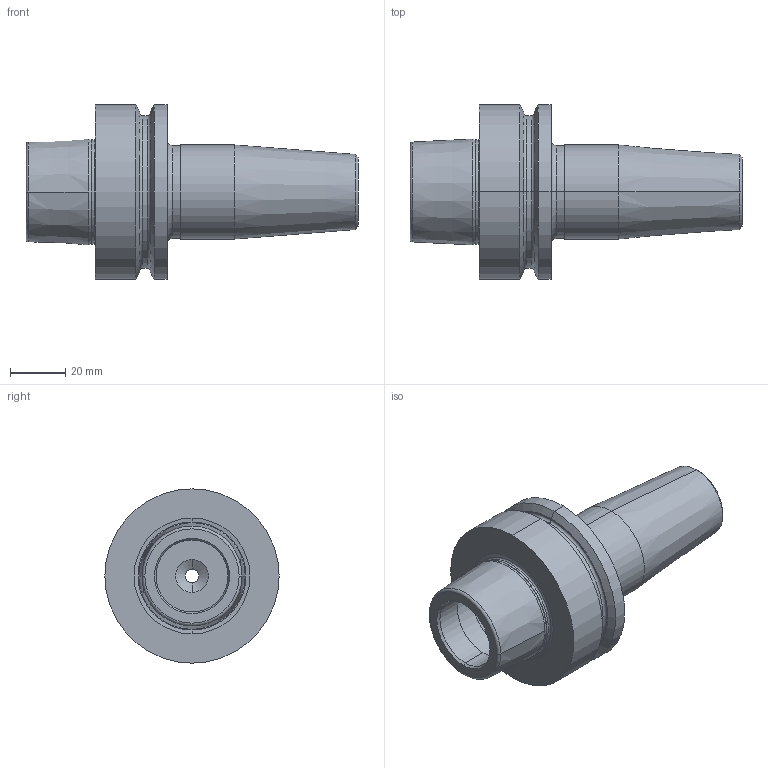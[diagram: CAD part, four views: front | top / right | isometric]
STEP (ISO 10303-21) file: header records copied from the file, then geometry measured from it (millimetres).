
FILE_DESCRIPTION (( 'STEP AP214' ), '1' );
FILE_NAME ('12.10.2018_171.05.071.007.STEP', '2018-10-12T08:02:39', ( '' ), ( '' ), 'SwSTEP 2.0', 'SolidWorks 2014', '' );
FILE_SCHEMA (( 'AUTOMOTIVE_DESIGN' ));
Length unit declared in the file: millimetre
Products named in the file (1): 12.10.2018_171.05.071.007
Bounding box: 120 x 63 x 63 mm (x, y, z)
Volume: 128208.7 mm3; surface area: 28825.3 mm2
Topology: 2 solids, 2 shells, 147 faces, 313 edges, 178 vertices
Faces by surface type: plane 46, cone 43, cylinder 38, torus 20
Entity records: 5701 total; most frequent: CARTESIAN_POINT 814, DIRECTION 743, ORIENTED_EDGE 626, EDGE_CURVE 313, AXIS2_PLACEMENT_3D 309, VERTEX_POINT 178, CIRCLE 161, EDGE_LOOP 159
